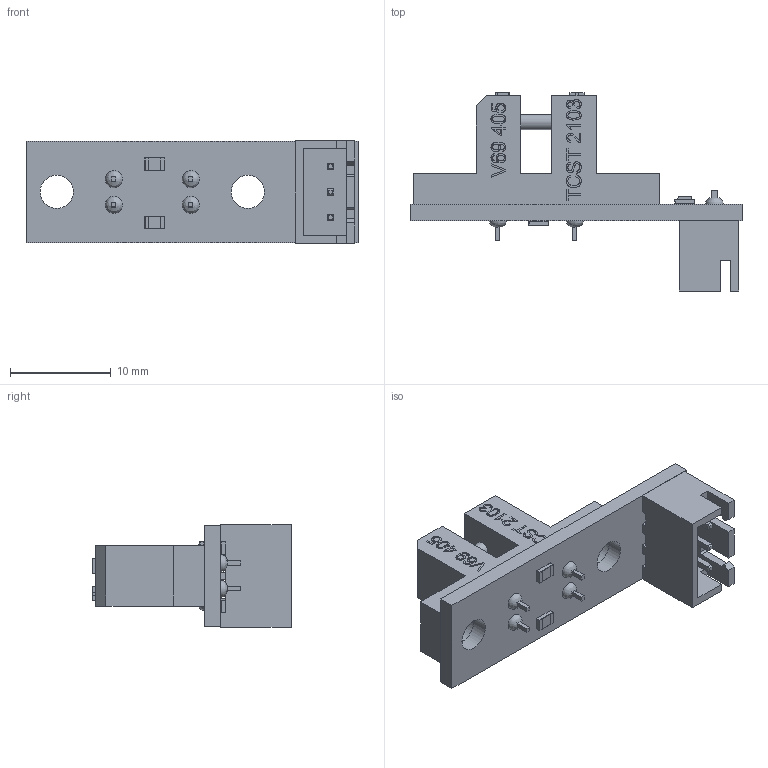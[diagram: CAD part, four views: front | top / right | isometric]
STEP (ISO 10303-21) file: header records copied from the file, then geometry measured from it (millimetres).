
FILE_DESCRIPTION(/* description */ (''),/* implementation_level */ '2;1');
FILE_NAME(/* name */ 'Optical endstop.step',/* time_stamp */ '2017-06-11T23:59:42+03:00',/* author */ (''),/* organization */ (''),/* preprocessor_version */ 'ST-DEVELOPER v16.13',/* originating_system */ 'Autodesk Translation Framework v6.1.1.50',/* authorisation */ '');
FILE_SCHEMA (('AUTOMOTIVE_DESIGN { 1 0 10303 214 3 1 1 }'));
Length unit declared in the file: millimetre
Products named in the file (4): TCST 2103 v4; Header 3 pin v5; BL-LS0805UWC v3; RES0805 v1
Assembly tree (5 placements, depth 2):
  TCST 2103 v4
    Header 3 pin v5
    BL-LS0805UWC v3
    RES0805 v1  x3
Bounding box: 33 x 19.7 x 10.16 mm (x, y, z)
Volume: 1539.5 mm3; surface area: 2346.6 mm2
Topology: 28 solids, 28 shells, 717 faces, 1902 edges, 1266 vertices
Faces by surface type: plane 426, bspline 238, cylinder 53
Full cylindrical faces by diameter (mm): 1.5 x1, 3.3 x4
Entity records: 21876 total; most frequent: CARTESIAN_POINT 7662, ORIENTED_EDGE 3338, DIRECTION 2008, EDGE_CURVE 1669, VERTEX_POINT 1114, LINE 1102, VECTOR 1102, EDGE_LOOP 681
